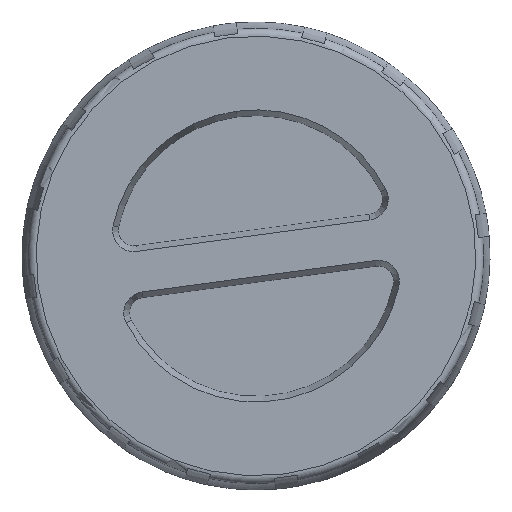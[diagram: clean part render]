
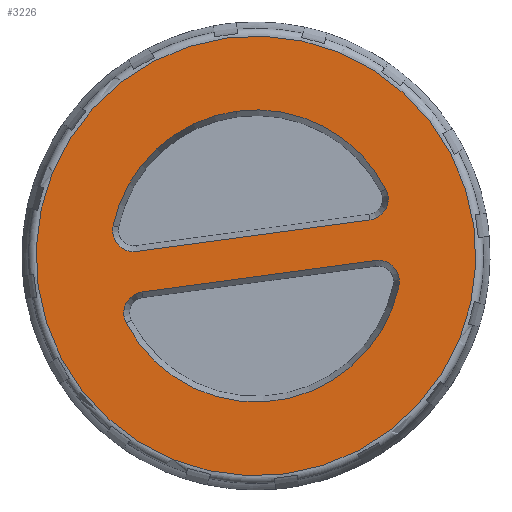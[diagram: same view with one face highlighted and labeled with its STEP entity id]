
A CAD part, top view. The second image highlights one B-rep face of the part: STEP entity #3226.
In plain terms, the highlighted planar face has unit normal (0, 0, 1).
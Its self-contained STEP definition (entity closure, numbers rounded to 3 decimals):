
#99=CARTESIAN_POINT('',(7.297,34.751,50.245));
#100=VERTEX_POINT('',#99);
#107=CARTESIAN_POINT('',(8.328,36.727,50.245));
#108=VERTEX_POINT('',#107);
#109=CARTESIAN_POINT('',(7.115,36.103,50.245));
#110=DIRECTION('',(-0.,0.,-1.));
#111=DIRECTION('',(-0.134,0.991,0.));
#112=AXIS2_PLACEMENT_3D('',#109,#110,#111);
#113=CIRCLE('',#112,1.364);
#114=EDGE_CURVE('',#108,#100,#113,.T.);
#141=CARTESIAN_POINT('',(-9.165,34.367,50.245));
#142=VERTEX_POINT('',#141);
#149=CARTESIAN_POINT('',(-7.647,32.735,50.245));
#150=VERTEX_POINT('',#149);
#151=CARTESIAN_POINT('',(-7.83,34.087,50.245));
#152=DIRECTION('',(-0.,0.,-1.));
#153=DIRECTION('',(-0.134,0.991,0.));
#154=AXIS2_PLACEMENT_3D('',#151,#152,#153);
#155=CIRCLE('',#154,1.364);
#156=EDGE_CURVE('',#150,#142,#155,.T.);
#183=CARTESIAN_POINT('',(-7.297,30.139,50.245));
#184=VERTEX_POINT('',#183);
#191=CARTESIAN_POINT('',(-8.328,28.163,50.245));
#192=VERTEX_POINT('',#191);
#193=CARTESIAN_POINT('',(-7.115,28.787,50.245));
#194=DIRECTION('',(-0.,0.,-1.));
#195=DIRECTION('',(-0.134,0.991,0.));
#196=AXIS2_PLACEMENT_3D('',#193,#194,#195);
#197=CIRCLE('',#196,1.364);
#198=EDGE_CURVE('',#192,#184,#197,.T.);
#225=CARTESIAN_POINT('',(9.165,30.523,50.245));
#226=VERTEX_POINT('',#225);
#233=CARTESIAN_POINT('',(7.647,32.155,50.245));
#234=VERTEX_POINT('',#233);
#235=CARTESIAN_POINT('',(7.83,30.803,50.245));
#236=DIRECTION('',(-0.,0.,-1.));
#237=DIRECTION('',(-0.134,0.991,0.));
#238=AXIS2_PLACEMENT_3D('',#235,#236,#237);
#239=CIRCLE('',#238,1.364);
#240=EDGE_CURVE('',#234,#226,#239,.T.);
#281=CARTESIAN_POINT('',(0.,32.445,50.245));
#282=DIRECTION('',(-0.,0.,-1.));
#283=DIRECTION('',(-0.134,0.991,0.));
#284=AXIS2_PLACEMENT_3D('',#281,#282,#283);
#285=CIRCLE('',#284,9.364);
#286=EDGE_CURVE('',#226,#192,#285,.T.);
#297=CARTESIAN_POINT('',(-7.297,30.139,50.245));
#298=DIRECTION('',(0.991,0.134,-0.));
#299=VECTOR('',#298,15.08);
#300=LINE('',#297,#299);
#301=EDGE_CURVE('',#184,#234,#300,.T.);
#346=CARTESIAN_POINT('',(7.297,34.751,50.245));
#347=DIRECTION('',(-0.991,-0.134,0.));
#348=VECTOR('',#347,15.08);
#349=LINE('',#346,#348);
#350=EDGE_CURVE('',#100,#150,#349,.T.);
#363=CARTESIAN_POINT('',(-1.252,41.725,50.245));
#364=VERTEX_POINT('',#363);
#371=CARTESIAN_POINT('',(0.,32.445,50.245));
#372=DIRECTION('',(-0.,0.,-1.));
#373=DIRECTION('',(-0.134,0.991,0.));
#374=AXIS2_PLACEMENT_3D('',#371,#372,#373);
#375=CIRCLE('',#374,9.364);
#376=EDGE_CURVE('',#142,#364,#375,.T.);
#750=CARTESIAN_POINT('',(-1.884,46.413,50.245));
#751=VERTEX_POINT('',#750);
#1547=CARTESIAN_POINT('',(0.,32.445,50.245));
#1548=DIRECTION('',(-0.,0.,-1.));
#1549=DIRECTION('',(-0.134,0.991,0.));
#1550=AXIS2_PLACEMENT_3D('',#1547,#1548,#1549);
#1551=CIRCLE('',#1550,14.095);
#1552=EDGE_CURVE('',#751,#751,#1551,.T.);
#3199=CARTESIAN_POINT('',(0.,32.445,50.245));
#3200=DIRECTION('',(-0.,0.,-1.));
#3201=DIRECTION('',(0.134,-0.991,-0.));
#3202=AXIS2_PLACEMENT_3D('',#3199,#3200,#3201);
#3203=PLANE('',#3202);
#3204=ORIENTED_EDGE('',*,*,#376,.T.);
#3205=CARTESIAN_POINT('',(0.,32.445,50.245));
#3206=DIRECTION('',(-0.,0.,-1.));
#3207=DIRECTION('',(-0.134,0.991,0.));
#3208=AXIS2_PLACEMENT_3D('',#3205,#3206,#3207);
#3209=CIRCLE('',#3208,9.364);
#3210=EDGE_CURVE('',#364,#108,#3209,.T.);
#3211=ORIENTED_EDGE('',*,*,#3210,.T.);
#3212=ORIENTED_EDGE('',*,*,#114,.T.);
#3213=ORIENTED_EDGE('',*,*,#350,.T.);
#3214=ORIENTED_EDGE('',*,*,#156,.T.);
#3215=EDGE_LOOP('',(#3204,#3211,#3212,#3213,#3214));
#3216=FACE_BOUND('',#3215,.T.);
#3217=ORIENTED_EDGE('',*,*,#1552,.F.);
#3218=EDGE_LOOP('',(#3217));
#3219=FACE_BOUND('',#3218,.T.);
#3220=ORIENTED_EDGE('',*,*,#286,.T.);
#3221=ORIENTED_EDGE('',*,*,#198,.T.);
#3222=ORIENTED_EDGE('',*,*,#301,.T.);
#3223=ORIENTED_EDGE('',*,*,#240,.T.);
#3224=EDGE_LOOP('',(#3220,#3221,#3222,#3223));
#3225=FACE_BOUND('',#3224,.T.);
#3226=ADVANCED_FACE('',(#3216,#3219,#3225),#3203,.F.);
